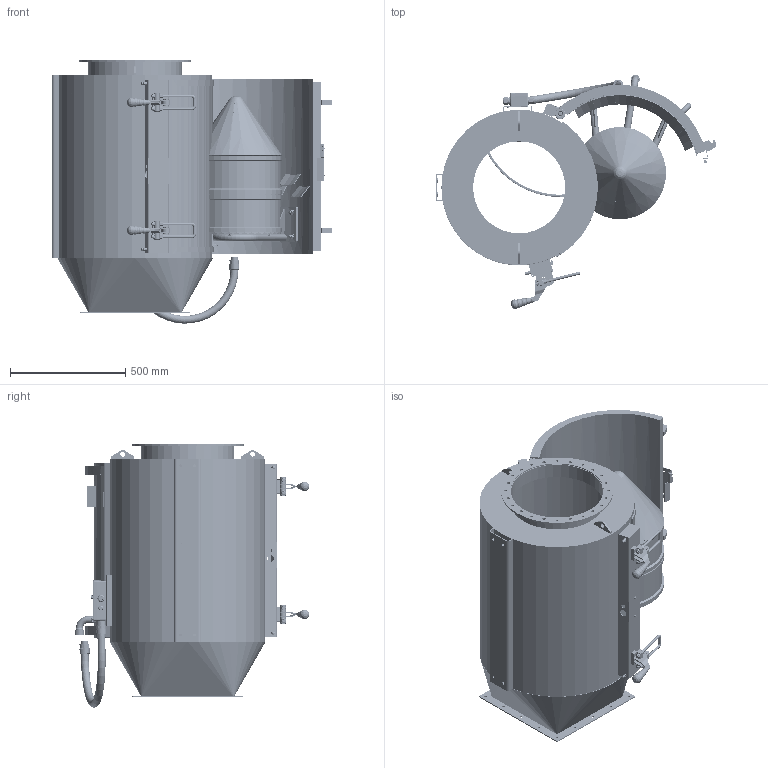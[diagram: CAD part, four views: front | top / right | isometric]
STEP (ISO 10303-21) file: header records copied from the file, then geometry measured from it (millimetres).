
FILE_DESCRIPTION(/* description */ (''),/* implementation_level */ '2;1');
FILE_NAME(/* name */ 'SPEE000065 - Customer.stp',/* time_stamp */ '2014-02-18T08:26:55+01:00',/* author */ ('bs'),/* organization */ (''),/* preprocessor_version */ 'ST-DEVELOPER v15.2',/* originating_system */ 'Autodesk Inventor 2014',/* authorisation */ '');
FILE_SCHEMA (('AUTOMOTIVE_DESIGN { 1 0 10303 214 3 1 1 }'));
Products named in the file (1): SPEE000065 - Customer
Bounding box: 1220.35 x 1019.34 x 1144.56 mm (x, y, z)
Volume: 19018920.9 mm3; surface area: 11139408 mm2
Topology: 40 solids, 47 shells, 7028 faces, 18016 edges, 11546 vertices
Faces by surface type: plane 3903, bspline 1309, cylinder 1169, cone 520, torus 113, sphere 14
Full cylindrical faces by diameter (mm): 2 x8, 2.459 x2, 3.242 x17, 3.3 x2, 3.5 x8, 4 x1, 4.134 x2, 4.917 x4, 5 x2, 6 x6, 7.4 x4, 8 x6, 8.2 x2, 8.4 x2, 10 x26, 10.106 x6, 10.3 x1, 11.053 x4, 11.459 x1, 11.5 x16, 12 x44, 12.4 x1, 13 x27, 13.5 x15, 13.835 x1, 14 x13, 14.5 x4, 16 x8, 16.5 x1, 17 x2
Entity records: 271779 total; most frequent: CARTESIAN_POINT 106375, ORIENTED_EDGE 34598, DIRECTION 28480, EDGE_CURVE 17159, VERTEX_POINT 11290, LINE 10358, VECTOR 10358, AXIS2_PLACEMENT_3D 9061
